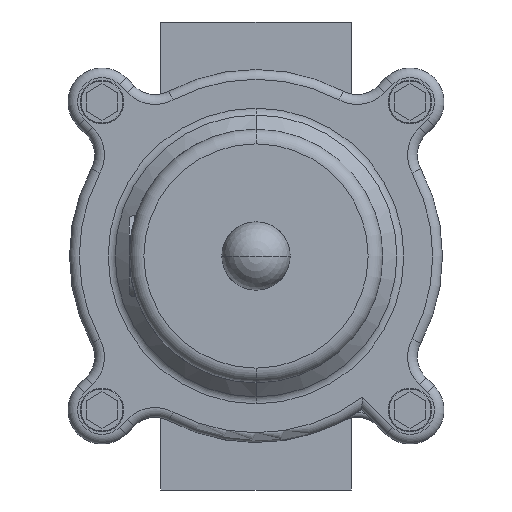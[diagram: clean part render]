
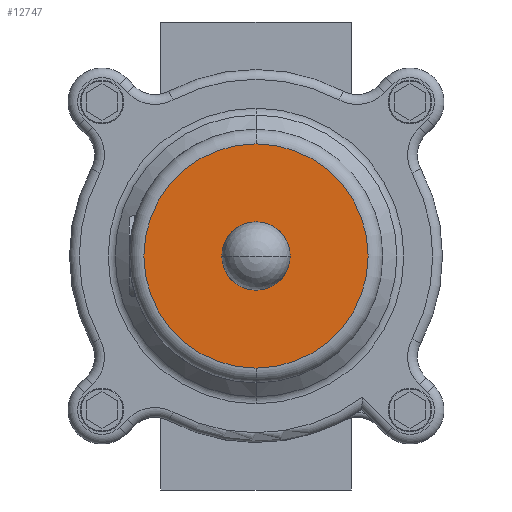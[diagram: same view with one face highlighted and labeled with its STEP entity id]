
A CAD part, front view. The second image highlights one B-rep face of the part: STEP entity #12747.
In plain terms, the highlighted planar face has unit normal (0, -1, 0).
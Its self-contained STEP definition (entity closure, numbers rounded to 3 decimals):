
#9747=CARTESIAN_POINT('',(0.,-89.,48.));
#9748=DIRECTION('',(0.,-1.,0.));
#9749=DIRECTION('',(0.,0.,1.));
#9750=AXIS2_PLACEMENT_3D('',#9747,#9748,#9749);
#9752=CARTESIAN_POINT('',(0.,-89.,48.));
#9753=DIRECTION('',(0.,-1.,0.));
#9754=DIRECTION('',(0.,0.,-1.));
#9755=AXIS2_PLACEMENT_3D('',#9752,#9753,#9754);
#9757=CARTESIAN_POINT('',(0.,-89.,48.));
#9758=DIRECTION('',(0.,-1.,0.));
#9759=DIRECTION('',(0.,0.,1.));
#9760=AXIS2_PLACEMENT_3D('',#9757,#9758,#9759);
#9762=CARTESIAN_POINT('',(0.,-89.,48.));
#9763=DIRECTION('',(0.,-1.,0.));
#9764=DIRECTION('',(0.,0.,-1.));
#9765=AXIS2_PLACEMENT_3D('',#9762,#9763,#9764);
#11248=CARTESIAN_POINT('',(0.,-89.,71.));
#11249=CARTESIAN_POINT('',(0.,-89.,25.));
#11250=VERTEX_POINT('',#11248);
#11251=VERTEX_POINT('',#11249);
#11256=CARTESIAN_POINT('',(0.,-89.,55.));
#11257=CARTESIAN_POINT('',(0.,-89.,41.));
#11258=VERTEX_POINT('',#11256);
#11259=VERTEX_POINT('',#11257);
#12731=CARTESIAN_POINT('',(0.,-89.,0.));
#12732=DIRECTION('',(0.,-1.,0.));
#12733=DIRECTION('',(0.,0.,1.));
#12734=AXIS2_PLACEMENT_3D('',#12731,#12732,#12733);
#12735=PLANE('',#12734);
#12737=ORIENTED_EDGE('',*,*,#12736,.F.);
#12738=ORIENTED_EDGE('',*,*,#12721,.F.);
#12739=EDGE_LOOP('',(#12737,#12738));
#12740=FACE_OUTER_BOUND('',#12739,.F.);
#12742=ORIENTED_EDGE('',*,*,#12741,.T.);
#12744=ORIENTED_EDGE('',*,*,#12743,.T.);
#12745=EDGE_LOOP('',(#12742,#12744));
#12746=FACE_BOUND('',#12745,.F.);
#12747=ADVANCED_FACE('',(#12740,#12746),#12735,.T.);
#9751=CIRCLE('',#9750,23.);
#9756=CIRCLE('',#9755,23.);
#9761=CIRCLE('',#9760,7.);
#9766=CIRCLE('',#9765,7.);
#12721=EDGE_CURVE('',#11251,#11250,#9756,.T.);
#12736=EDGE_CURVE('',#11250,#11251,#9751,.T.);
#12741=EDGE_CURVE('',#11258,#11259,#9761,.T.);
#12743=EDGE_CURVE('',#11259,#11258,#9766,.T.);
